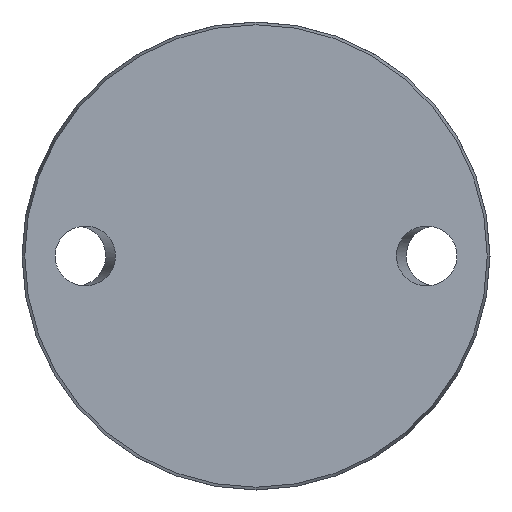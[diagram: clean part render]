
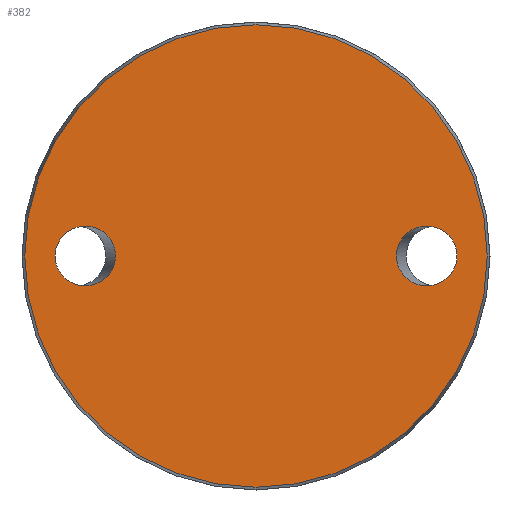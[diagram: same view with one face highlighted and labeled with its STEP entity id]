
A CAD part, front view. The second image highlights one B-rep face of the part: STEP entity #382.
In plain terms, the highlighted planar face has unit normal (0, -1, 0).
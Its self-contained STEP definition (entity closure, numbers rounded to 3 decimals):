
#76 = CIRCLE ( 'NONE', #631, 48.425 ) ;
#79 = CARTESIAN_POINT ( 'NONE',  ( 42.087, 0., 12.5 ) ) ;
#85 = FACE_OUTER_BOUND ( 'NONE', #389, .T. ) ;
#96 = CARTESIAN_POINT ( 'NONE',  ( 42.087, 0., -12.5 ) ) ;
#104 = EDGE_CURVE ( 'NONE', #1002, #1002, #293, .T. ) ;
#176 = ORIENTED_EDGE ( 'NONE', *, *, #104, .T. ) ;
#182 = CARTESIAN_POINT ( 'NONE',  ( -29.413, 0., 0. ) ) ;
#184 =( BOUNDED_CURVE ( )  B_SPLINE_CURVE ( 3, ( #973, #642, #96, #567, #79, #255, #492 ),
 .UNSPECIFIED., .T., .F. ) 
 B_SPLINE_CURVE_WITH_KNOTS ( ( 4, 3, 4 ),
 ( 0., 3.142, 6.283 ),
 .UNSPECIFIED. ) 
 CURVE ( )  GEOMETRIC_REPRESENTATION_ITEM ( )  RATIONAL_B_SPLINE_CURVE ( ( 1., 0.333, 0.333, 1., 0.333, 0.333, 1. ) ) 
 REPRESENTATION_ITEM ( '' )  );
#209 = CARTESIAN_POINT ( 'NONE',  ( 29.413, 0., 0. ) ) ;
#237 = DIRECTION ( 'NONE',  ( 0., 0., -1. ) ) ;
#255 = CARTESIAN_POINT ( 'NONE',  ( 29.413, 0., 12.5 ) ) ;
#273 = CARTESIAN_POINT ( 'NONE',  ( -42.087, 0., 0. ) ) ;
#293 =( BOUNDED_CURVE ( )  B_SPLINE_CURVE ( 3, ( #968, #404, #891, #182, #720, #326, #648 ),
 .UNSPECIFIED., .T., .T. ) 
 B_SPLINE_CURVE_WITH_KNOTS ( ( 4, 3, 4 ),
 ( 0., 3.142, 6.283 ),
 .UNSPECIFIED. ) 
 CURVE ( )  GEOMETRIC_REPRESENTATION_ITEM ( )  RATIONAL_B_SPLINE_CURVE ( ( 1., 0.333, 0.333, 1., 0.333, 0.333, 1. ) ) 
 REPRESENTATION_ITEM ( '' )  );
#325 = PLANE ( 'NONE',  #773 ) ;
#326 = CARTESIAN_POINT ( 'NONE',  ( -42.087, 0., -12.5 ) ) ;
#332 = FACE_BOUND ( 'NONE', #587, .T. ) ;
#339 = EDGE_CURVE ( 'NONE', #594, #594, #184, .T. ) ;
#382 = ADVANCED_FACE ( 'NONE', ( #797, #332, #85 ), #325, .F. ) ;
#389 = EDGE_LOOP ( 'NONE', ( #471 ) ) ;
#404 = CARTESIAN_POINT ( 'NONE',  ( -42.087, 0., 12.5 ) ) ;
#456 = EDGE_LOOP ( 'NONE', ( #176 ) ) ;
#471 = ORIENTED_EDGE ( 'NONE', *, *, #662, .T. ) ;
#492 = CARTESIAN_POINT ( 'NONE',  ( 29.413, 0., 0. ) ) ;
#509 = ORIENTED_EDGE ( 'NONE', *, *, #339, .F. ) ;
#567 = CARTESIAN_POINT ( 'NONE',  ( 42.087, 0., 0. ) ) ;
#587 = EDGE_LOOP ( 'NONE', ( #509 ) ) ;
#594 = VERTEX_POINT ( 'NONE', #209 ) ;
#631 = AXIS2_PLACEMENT_3D ( 'NONE', #945, #780, #237 ) ;
#642 = CARTESIAN_POINT ( 'NONE',  ( 29.413, 0., -12.5 ) ) ;
#646 = DIRECTION ( 'NONE',  ( 0., 0., 1. ) ) ;
#648 = CARTESIAN_POINT ( 'NONE',  ( -42.087, 0., 0. ) ) ;
#650 = CARTESIAN_POINT ( 'NONE',  ( -48.425, 0., 0. ) ) ;
#654 = DIRECTION ( 'NONE',  ( 0., 1., 0. ) ) ;
#662 = EDGE_CURVE ( 'NONE', #917, #917, #76, .T. ) ;
#669 = CARTESIAN_POINT ( 'NONE',  ( 0., 0., -48.425 ) ) ;
#720 = CARTESIAN_POINT ( 'NONE',  ( -29.413, 0., -12.5 ) ) ;
#773 = AXIS2_PLACEMENT_3D ( 'NONE', #650, #654, #646 ) ;
#780 = DIRECTION ( 'NONE',  ( 0., -1., 0. ) ) ;
#797 = FACE_BOUND ( 'NONE', #456, .T. ) ;
#891 = CARTESIAN_POINT ( 'NONE',  ( -29.413, 0., 12.5 ) ) ;
#917 = VERTEX_POINT ( 'NONE', #669 ) ;
#945 = CARTESIAN_POINT ( 'NONE',  ( 0., 0., 0. ) ) ;
#968 = CARTESIAN_POINT ( 'NONE',  ( -42.087, 0., 0. ) ) ;
#973 = CARTESIAN_POINT ( 'NONE',  ( 29.413, 0., 0. ) ) ;
#1002 = VERTEX_POINT ( 'NONE', #273 ) ;
